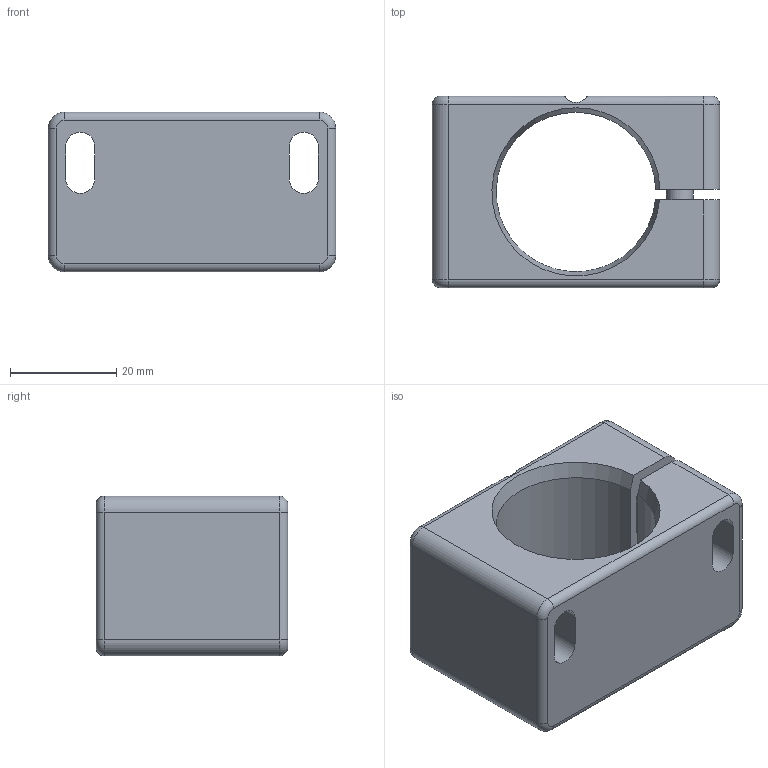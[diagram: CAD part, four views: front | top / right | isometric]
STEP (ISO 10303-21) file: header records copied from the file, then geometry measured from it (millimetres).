
FILE_DESCRIPTION (( 'STEP AP203' ), '1' );
FILE_NAME ('56 10 30 30.STEP', '2013-09-13T09:34:34', ( ' ' ), ( ' ' ), 'SwSTEP 2.0', 'SolidWorks 2010', '' );
FILE_SCHEMA (( 'CONFIG_CONTROL_DESIGN' ));
Length unit declared in the file: millimetre
Products named in the file (1): 56 10 30 30
Bounding box: 54 x 36 x 30 mm (x, y, z)
Volume: 28259.2 mm3; surface area: 14003.3 mm2
Topology: 1 solids, 1 shells, 78 faces, 193 edges, 122 vertices
Faces by surface type: plane 39, cylinder 29, torus 9, cone 1
Full cylindrical faces by diameter (mm): 5 x1, 5.5 x1, 8.5 x1, 8.7 x1
Entity records: 2425 total; most frequent: CARTESIAN_POINT 458, DIRECTION 407, ORIENTED_EDGE 374, EDGE_CURVE 187, AXIS2_PLACEMENT_3D 145, VERTEX_POINT 121, LINE 117, VECTOR 117
